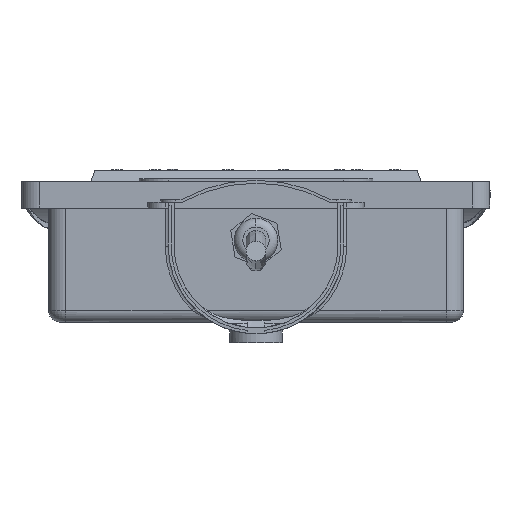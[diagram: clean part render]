
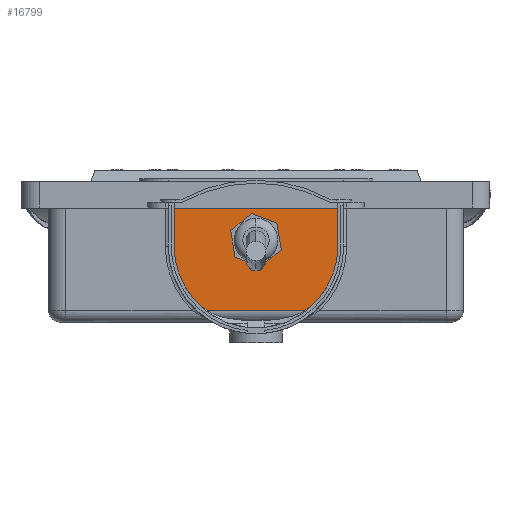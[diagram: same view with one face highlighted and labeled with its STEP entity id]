
A CAD part, front view. The second image highlights one B-rep face of the part: STEP entity #16799.
In plain terms, the highlighted planar face has unit normal (0, -1, 0).
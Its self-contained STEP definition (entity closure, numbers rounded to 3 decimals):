
#161 = VERTEX_POINT ( 'NONE', #5397 ) ;
#684 = CARTESIAN_POINT ( 'NONE',  ( 28., 10., -14. ) ) ;
#858 = CARTESIAN_POINT ( 'NONE',  ( -1.518, 10., -15.888 ) ) ;
#964 = VECTOR ( 'NONE', #2486, 1000. ) ;
#1619 = EDGE_CURVE ( 'NONE', #10178, #5786, #25170, .T. ) ;
#1828 = ORIENTED_EDGE ( 'NONE', *, *, #6003, .F. ) ;
#1973 = LINE ( 'NONE', #15405, #13886 ) ;
#2138 = VERTEX_POINT ( 'NONE', #15395 ) ;
#2230 = DIRECTION ( 'NONE',  ( 0.652, 0., -0.759 ) ) ;
#2486 = DIRECTION ( 'NONE',  ( 0.164, 0., -0.986 ) ) ;
#2919 = LINE ( 'NONE', #22436, #7900 ) ;
#2950 = EDGE_LOOP ( 'NONE', ( #23888, #13919, #23708, #20933, #17122, #8044 ) ) ;
#3411 = LINE ( 'NONE', #20867, #5689 ) ;
#3487 = EDGE_CURVE ( 'NONE', #22922, #14829, #3411, .T. ) ;
#3501 = FACE_BOUND ( 'NONE', #2950, .T. ) ;
#3725 = VERTEX_POINT ( 'NONE', #684 ) ;
#3884 = CARTESIAN_POINT ( 'NONE',  ( 8.65, 10., -28.241 ) ) ;
#4351 = LINE ( 'NONE', #858, #12506 ) ;
#4751 = CARTESIAN_POINT ( 'NONE',  ( 7.132, 10., -19.129 ) ) ;
#4833 = ORIENTED_EDGE ( 'NONE', *, *, #3487, .F. ) ;
#5070 = ORIENTED_EDGE ( 'NONE', *, *, #16984, .F. ) ;
#5397 = CARTESIAN_POINT ( 'NONE',  ( -17.973, 10., -47.927 ) ) ;
#5442 = FACE_OUTER_BOUND ( 'NONE', #14817, .T. ) ;
#5469 = ORIENTED_EDGE ( 'NONE', *, *, #10812, .T. ) ;
#5478 = DIRECTION ( 'NONE',  ( 0., 0., 1. ) ) ;
#5543 = VERTEX_POINT ( 'NONE', #3884 ) ;
#5689 = VECTOR ( 'NONE', #5478, 1000. ) ;
#5698 = CIRCLE ( 'NONE', #22213, 27.586 ) ;
#5770 = CARTESIAN_POINT ( 'NONE',  ( -8.65, 10., -21.759 ) ) ;
#5786 = VERTEX_POINT ( 'NONE', #21442 ) ;
#6003 = EDGE_CURVE ( 'NONE', #13279, #8672, #19038, .T. ) ;
#6143 = VECTOR ( 'NONE', #2230, 1000. ) ;
#6185 = DIRECTION ( 'NONE',  ( 1., 0., 0. ) ) ;
#6310 = CARTESIAN_POINT ( 'NONE',  ( 1.518, 10., -34.112 ) ) ;
#6756 = AXIS2_PLACEMENT_3D ( 'NONE', #11510, #19383, #7652 ) ;
#6826 = EDGE_CURVE ( 'NONE', #3725, #13279, #9071, .T. ) ;
#6925 = CARTESIAN_POINT ( 'NONE',  ( -28., 10., -14. ) ) ;
#7125 = DIRECTION ( 'NONE',  ( 0., 0., -1. ) ) ;
#7204 = EDGE_CURVE ( 'NONE', #21470, #5543, #22737, .T. ) ;
#7319 = CARTESIAN_POINT ( 'NONE',  ( -18.243, 10., -48.241 ) ) ;
#7652 = DIRECTION ( 'NONE',  ( 0., 0., 1. ) ) ;
#7900 = VECTOR ( 'NONE', #22560, 1000. ) ;
#7986 = DIRECTION ( 'NONE',  ( 0.652, 0., 0.759 ) ) ;
#8044 = ORIENTED_EDGE ( 'NONE', *, *, #8612, .F. ) ;
#8414 = VECTOR ( 'NONE', #11062, 1000. ) ;
#8531 = CARTESIAN_POINT ( 'NONE',  ( 0., 10., -27. ) ) ;
#8612 = EDGE_CURVE ( 'NONE', #5543, #19441, #1973, .T. ) ;
#8672 = VERTEX_POINT ( 'NONE', #16164 ) ;
#8699 = CARTESIAN_POINT ( 'NONE',  ( -8.65, 10., -21.759 ) ) ;
#9049 = VECTOR ( 'NONE', #7986, 1000. ) ;
#9071 = LINE ( 'NONE', #14987, #10499 ) ;
#9171 = EDGE_CURVE ( 'NONE', #11093, #161, #5698, .T. ) ;
#9185 = DIRECTION ( 'NONE',  ( 0.936, 0., -0.351 ) ) ;
#9389 = DIRECTION ( 'NONE',  ( 0., 1., 0. ) ) ;
#9677 = CARTESIAN_POINT ( 'NONE',  ( 0., 10., -27. ) ) ;
#9851 = DIRECTION ( 'NONE',  ( -0.164, 0., 0.986 ) ) ;
#10178 = VERTEX_POINT ( 'NONE', #13338 ) ;
#10359 = LINE ( 'NONE', #22378, #6143 ) ;
#10402 = VERTEX_POINT ( 'NONE', #20658 ) ;
#10499 = VECTOR ( 'NONE', #7125, 1000. ) ;
#10802 = DIRECTION ( 'NONE',  ( -0.772, 0., -0.636 ) ) ;
#10812 = EDGE_CURVE ( 'NONE', #11093, #5786, #2919, .T. ) ;
#11060 = AXIS2_PLACEMENT_3D ( 'NONE', #23223, #9389, #23099 ) ;
#11062 = DIRECTION ( 'NONE',  ( 1., 0., 0. ) ) ;
#11093 = VERTEX_POINT ( 'NONE', #14758 ) ;
#11240 = CARTESIAN_POINT ( 'NONE',  ( -7.132, 10., -30.871 ) ) ;
#11510 = CARTESIAN_POINT ( 'NONE',  ( 71., 10., -53. ) ) ;
#12506 = VECTOR ( 'NONE', #10802, 1000. ) ;
#12743 = DIRECTION ( 'NONE',  ( -0.936, 0., 0.351 ) ) ;
#12893 = CARTESIAN_POINT ( 'NONE',  ( 1.518, 10., -34.112 ) ) ;
#13269 = EDGE_CURVE ( 'NONE', #18226, #22922, #14777, .T. ) ;
#13279 = VERTEX_POINT ( 'NONE', #15322 ) ;
#13338 = CARTESIAN_POINT ( 'NONE',  ( 17.973, 10., -47.927 ) ) ;
#13886 = VECTOR ( 'NONE', #9851, 1000. ) ;
#13896 = CARTESIAN_POINT ( 'NONE',  ( 17.288, 10., -6.87 ) ) ;
#13919 = ORIENTED_EDGE ( 'NONE', *, *, #21277, .F. ) ;
#14227 = LINE ( 'NONE', #8699, #964 ) ;
#14758 = CARTESIAN_POINT ( 'NONE',  ( -16.643, 10., -49. ) ) ;
#14777 = CIRCLE ( 'NONE', #11060, 28. ) ;
#14817 = EDGE_LOOP ( 'NONE', ( #20547, #17924, #1828, #23254, #5070, #4833, #15603, #20732, #15377, #5469 ) ) ;
#14829 = VERTEX_POINT ( 'NONE', #6925 ) ;
#14987 = CARTESIAN_POINT ( 'NONE',  ( 28., 10., -27. ) ) ;
#15322 = CARTESIAN_POINT ( 'NONE',  ( 28., 10., -27. ) ) ;
#15377 = ORIENTED_EDGE ( 'NONE', *, *, #9171, .F. ) ;
#15395 = CARTESIAN_POINT ( 'NONE',  ( -1.518, 10., -15.888 ) ) ;
#15405 = CARTESIAN_POINT ( 'NONE',  ( 8.65, 10., -28.241 ) ) ;
#15603 = ORIENTED_EDGE ( 'NONE', *, *, #13269, .F. ) ;
#15842 = EDGE_CURVE ( 'NONE', #2138, #21615, #4351, .T. ) ;
#16164 = CARTESIAN_POINT ( 'NONE',  ( 18.243, 10., -48.241 ) ) ;
#16227 = LINE ( 'NONE', #4751, #19225 ) ;
#16481 = EDGE_CURVE ( 'NONE', #21615, #10402, #14227, .T. ) ;
#16799 = ADVANCED_FACE ( 'NONE', ( #5442, #3501 ), #21332, .F. ) ;
#16984 = EDGE_CURVE ( 'NONE', #14829, #3725, #21020, .T. ) ;
#17122 = ORIENTED_EDGE ( 'NONE', *, *, #20359, .F. ) ;
#17287 = LINE ( 'NONE', #11240, #22203 ) ;
#17706 = AXIS2_PLACEMENT_3D ( 'NONE', #22173, #18407, #19977 ) ;
#17924 = ORIENTED_EDGE ( 'NONE', *, *, #23311, .T. ) ;
#18226 = VERTEX_POINT ( 'NONE', #7319 ) ;
#18407 = DIRECTION ( 'NONE',  ( 0., 1., 0. ) ) ;
#19038 = CIRCLE ( 'NONE', #22364, 28. ) ;
#19173 = VECTOR ( 'NONE', #20789, 1000. ) ;
#19225 = VECTOR ( 'NONE', #12743, 1000. ) ;
#19383 = DIRECTION ( 'NONE',  ( 0., 1., 0. ) ) ;
#19441 = VERTEX_POINT ( 'NONE', #23463 ) ;
#19977 = DIRECTION ( 'NONE',  ( 0., 0., 1. ) ) ;
#20008 = DIRECTION ( 'NONE',  ( 0., 1., 0. ) ) ;
#20359 = EDGE_CURVE ( 'NONE', #19441, #2138, #16227, .T. ) ;
#20547 = ORIENTED_EDGE ( 'NONE', *, *, #1619, .F. ) ;
#20658 = CARTESIAN_POINT ( 'NONE',  ( -7.132, 10., -30.871 ) ) ;
#20732 = ORIENTED_EDGE ( 'NONE', *, *, #22569, .T. ) ;
#20789 = DIRECTION ( 'NONE',  ( 0.772, 0., 0.636 ) ) ;
#20867 = CARTESIAN_POINT ( 'NONE',  ( -28., 10., -27. ) ) ;
#20933 = ORIENTED_EDGE ( 'NONE', *, *, #15842, .F. ) ;
#21020 = LINE ( 'NONE', #23216, #8414 ) ;
#21067 = DIRECTION ( 'NONE',  ( 0., 0., 1. ) ) ;
#21277 = EDGE_CURVE ( 'NONE', #10402, #21470, #17287, .T. ) ;
#21332 = PLANE ( 'NONE',  #6756 ) ;
#21442 = CARTESIAN_POINT ( 'NONE',  ( 16.643, 10., -49. ) ) ;
#21470 = VERTEX_POINT ( 'NONE', #6310 ) ;
#21615 = VERTEX_POINT ( 'NONE', #5770 ) ;
#22173 = CARTESIAN_POINT ( 'NONE',  ( 0., 10., -27. ) ) ;
#22203 = VECTOR ( 'NONE', #9185, 1000. ) ;
#22213 = AXIS2_PLACEMENT_3D ( 'NONE', #9677, #25317, #21067 ) ;
#22364 = AXIS2_PLACEMENT_3D ( 'NONE', #8531, #20008, #6185 ) ;
#22378 = CARTESIAN_POINT ( 'NONE',  ( 42.99, 10., -77.056 ) ) ;
#22405 = CARTESIAN_POINT ( 'NONE',  ( -28., 10., -27. ) ) ;
#22436 = CARTESIAN_POINT ( 'NONE',  ( 71., 10., -49. ) ) ;
#22560 = DIRECTION ( 'NONE',  ( 1., 0., 0. ) ) ;
#22569 = EDGE_CURVE ( 'NONE', #18226, #161, #23273, .T. ) ;
#22737 = LINE ( 'NONE', #12893, #19173 ) ;
#22922 = VERTEX_POINT ( 'NONE', #22405 ) ;
#23099 = DIRECTION ( 'NONE',  ( 1., 0., 0. ) ) ;
#23216 = CARTESIAN_POINT ( 'NONE',  ( 71., 10., -14. ) ) ;
#23223 = CARTESIAN_POINT ( 'NONE',  ( 0., 10., -27. ) ) ;
#23254 = ORIENTED_EDGE ( 'NONE', *, *, #6826, .F. ) ;
#23273 = LINE ( 'NONE', #13896, #9049 ) ;
#23311 = EDGE_CURVE ( 'NONE', #10178, #8672, #10359, .T. ) ;
#23463 = CARTESIAN_POINT ( 'NONE',  ( 7.132, 10., -19.129 ) ) ;
#23708 = ORIENTED_EDGE ( 'NONE', *, *, #16481, .F. ) ;
#23888 = ORIENTED_EDGE ( 'NONE', *, *, #7204, .F. ) ;
#25170 = CIRCLE ( 'NONE', #17706, 27.586 ) ;
#25317 = DIRECTION ( 'NONE',  ( 0., 1., 0. ) ) ;
